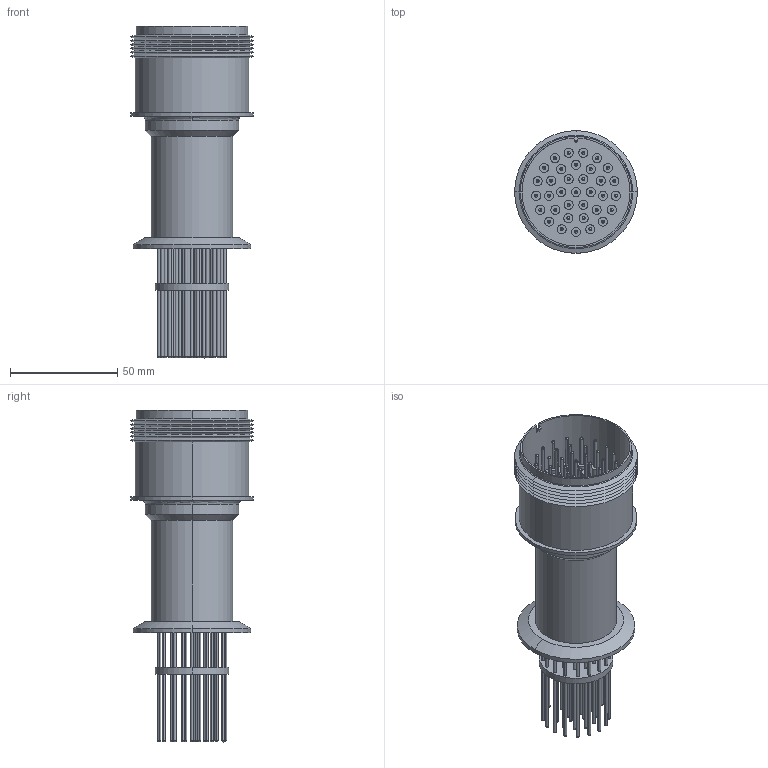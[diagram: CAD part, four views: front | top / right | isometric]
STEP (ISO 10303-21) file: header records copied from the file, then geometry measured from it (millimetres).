
FILE_DESCRIPTION (( 'STEP AP203' ), '1' );
FILE_NAME ('A0745-1-QF.STEP', '2013-03-13T18:02:09', ( '' ), ( '' ), 'SwSTEP 2.0', 'SolidWorks 2012', '' );
FILE_SCHEMA (( 'CONFIG_CONTROL_DESIGN' ));
Length unit declared in the file: inch
Products named in the file (1): A0745-1-QF
Bounding box: 57.15 x 57.15 x 154.56 mm (x, y, z)
Volume: 40794 mm3; surface area: 69871.9 mm2
Topology: 1 solids, 1 shells, 1027 faces, 2546 edges, 1706 vertices
Faces by surface type: cylinder 582, torus 210, plane 199, cone 32, bspline 4
Entity records: 38172 total; most frequent: CARTESIAN_POINT 13853, DIRECTION 5124, ORIENTED_EDGE 5092, EDGE_CURVE 2546, AXIS2_PLACEMENT_3D 2240, VERTEX_POINT 1706, EDGE_LOOP 1280, CIRCLE 1216
